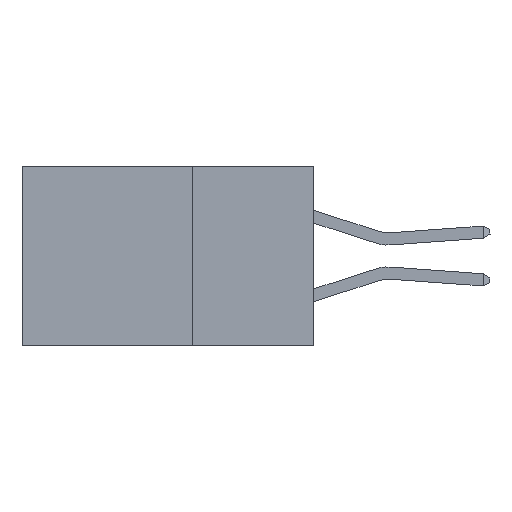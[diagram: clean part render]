
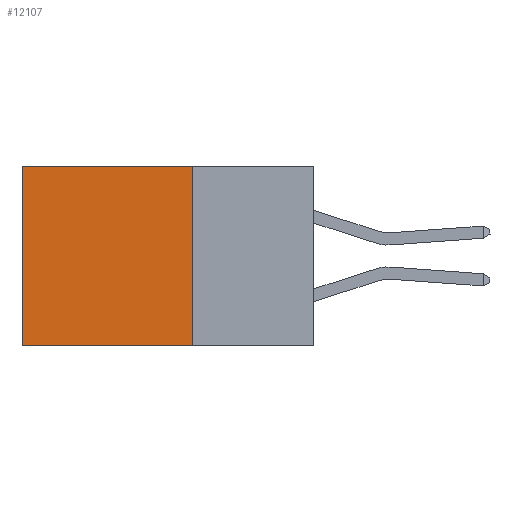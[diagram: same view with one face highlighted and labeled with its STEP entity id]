
A CAD part, left-side view. The second image highlights one B-rep face of the part: STEP entity #12107.
In plain terms, the highlighted planar face has unit normal (-1, 0, 0).
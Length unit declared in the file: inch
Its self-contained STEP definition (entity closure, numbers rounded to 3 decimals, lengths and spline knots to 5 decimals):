
#300 = EDGE_LOOP ( 'NONE', ( #19056, #19446, #28183, #22423 ) ) ;
#334 = PLANE ( 'NONE',  #2526 ) ;
#838 = CARTESIAN_POINT ( 'NONE',  ( 0.2875, 0.25, 0. ) ) ;
#962 = CARTESIAN_POINT ( 'NONE',  ( 0.2875, 0.25, -0.37 ) ) ;
#1126 = DIRECTION ( 'NONE',  ( 0., 1., 0. ) ) ;
#2526 = AXIS2_PLACEMENT_3D ( 'NONE', #4477, #20335, #11045 ) ;
#3803 = EDGE_CURVE ( 'NONE', #16756, #25287, #20544, .T. ) ;
#4465 = CARTESIAN_POINT ( 'NONE',  ( 0.2875, 0.25, -0.37 ) ) ;
#4477 = CARTESIAN_POINT ( 'NONE',  ( 0.2875, 0.25, 0. ) ) ;
#4930 = EDGE_CURVE ( 'NONE', #10382, #25287, #16215, .T. ) ;
#7708 = LINE ( 'NONE', #838, #22208 ) ;
#8315 = DIRECTION ( 'NONE',  ( 0., 0., -1. ) ) ;
#9344 = FACE_OUTER_BOUND ( 'NONE', #300, .T. ) ;
#9683 = DIRECTION ( 'NONE',  ( 0., 1., 0. ) ) ;
#10382 = VERTEX_POINT ( 'NONE', #22241 ) ;
#11045 = DIRECTION ( 'NONE',  ( 0., 0., -1. ) ) ;
#11660 = VECTOR ( 'NONE', #9683, 39.37008 ) ;
#12107 = ADVANCED_FACE ( 'NONE', ( #9344 ), #334, .F. ) ;
#12861 = LINE ( 'NONE', #16993, #18303 ) ;
#13108 = EDGE_CURVE ( 'NONE', #22614, #10382, #7708, .T. ) ;
#16013 = CARTESIAN_POINT ( 'NONE',  ( 0.2875, 0.25, 0. ) ) ;
#16215 = LINE ( 'NONE', #23190, #19797 ) ;
#16756 = VERTEX_POINT ( 'NONE', #4465 ) ;
#16993 = CARTESIAN_POINT ( 'NONE',  ( 0.2875, 0.25, 0. ) ) ;
#18303 = VECTOR ( 'NONE', #23876, 39.37008 ) ;
#19056 = ORIENTED_EDGE ( 'NONE', *, *, #4930, .T. ) ;
#19446 = ORIENTED_EDGE ( 'NONE', *, *, #3803, .F. ) ;
#19797 = VECTOR ( 'NONE', #8315, 39.37008 ) ;
#20335 = DIRECTION ( 'NONE',  ( 1., 0., 0. ) ) ;
#20544 = LINE ( 'NONE', #962, #11660 ) ;
#20772 = CARTESIAN_POINT ( 'NONE',  ( 0.2875, 0.6, -0.37 ) ) ;
#22208 = VECTOR ( 'NONE', #1126, 39.37008 ) ;
#22241 = CARTESIAN_POINT ( 'NONE',  ( 0.2875, 0.6, 0. ) ) ;
#22423 = ORIENTED_EDGE ( 'NONE', *, *, #13108, .T. ) ;
#22614 = VERTEX_POINT ( 'NONE', #16013 ) ;
#23190 = CARTESIAN_POINT ( 'NONE',  ( 0.2875, 0.6, 0. ) ) ;
#23876 = DIRECTION ( 'NONE',  ( 0., 0., -1. ) ) ;
#25287 = VERTEX_POINT ( 'NONE', #20772 ) ;
#26339 = EDGE_CURVE ( 'NONE', #22614, #16756, #12861, .T. ) ;
#28183 = ORIENTED_EDGE ( 'NONE', *, *, #26339, .F. ) ;
